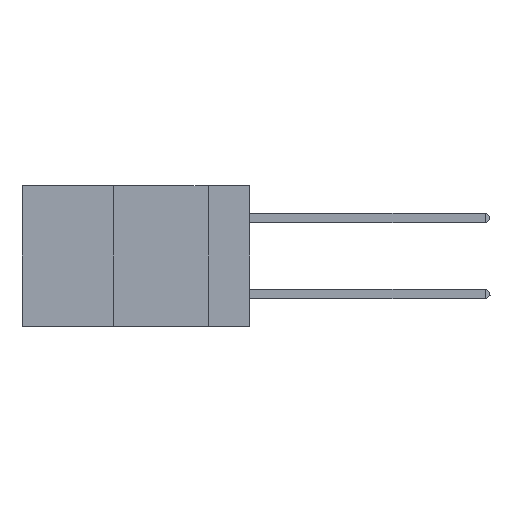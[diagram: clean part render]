
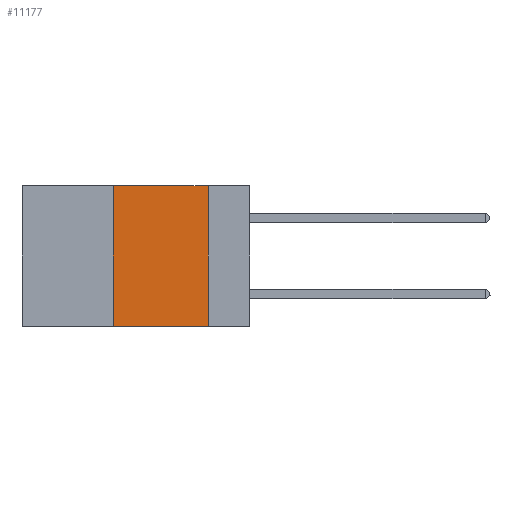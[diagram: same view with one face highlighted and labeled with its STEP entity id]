
A CAD part, left-side view. The second image highlights one B-rep face of the part: STEP entity #11177.
In plain terms, the highlighted planar face has unit normal (-1, 0, 0).
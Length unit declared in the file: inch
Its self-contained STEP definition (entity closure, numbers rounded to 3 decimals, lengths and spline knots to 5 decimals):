
#483 = EDGE_CURVE ( 'NONE', #3267, #8710, #4895, .T. ) ;
#3226 = ORIENTED_EDGE ( 'NONE', *, *, #483, .F. ) ;
#3247 = ORIENTED_EDGE ( 'NONE', *, *, #11187, .F. ) ;
#3267 = VERTEX_POINT ( 'NONE', #9993 ) ;
#3319 = ORIENTED_EDGE ( 'NONE', *, *, #9932, .F. ) ;
#3322 = ORIENTED_EDGE ( 'NONE', *, *, #6383, .T. ) ;
#3757 = CARTESIAN_POINT ( 'NONE',  ( 0., 0.6, -0.37 ) ) ;
#4895 = LINE ( 'NONE', #6975, #10917 ) ;
#5057 = PLANE ( 'NONE',  #11532 ) ;
#5188 = VERTEX_POINT ( 'NONE', #6500 ) ;
#5460 = LINE ( 'NONE', #3757, #5843 ) ;
#5490 = CARTESIAN_POINT ( 'NONE',  ( 0., 0.11, -0.37 ) ) ;
#5843 = VECTOR ( 'NONE', #13227, 39.37008 ) ;
#6266 = LINE ( 'NONE', #7500, #14771 ) ;
#6276 = DIRECTION ( 'NONE',  ( 1., 0., 0. ) ) ;
#6383 = EDGE_CURVE ( 'NONE', #5188, #8710, #5460, .T. ) ;
#6500 = CARTESIAN_POINT ( 'NONE',  ( 0., 0.36, -0.37 ) ) ;
#6975 = CARTESIAN_POINT ( 'NONE',  ( 0., 0.11, 0. ) ) ;
#6995 = DIRECTION ( 'NONE',  ( 0., 0., -1. ) ) ;
#7009 = VERTEX_POINT ( 'NONE', #7318 ) ;
#7318 = CARTESIAN_POINT ( 'NONE',  ( 0., 0.36, 0. ) ) ;
#7500 = CARTESIAN_POINT ( 'NONE',  ( 0., 0.6, 0. ) ) ;
#7634 = VECTOR ( 'NONE', #14604, 39.37008 ) ;
#7735 = CARTESIAN_POINT ( 'NONE',  ( 0., 0.36, 0. ) ) ;
#8710 = VERTEX_POINT ( 'NONE', #5490 ) ;
#9872 = DIRECTION ( 'NONE',  ( 0., -1., 0. ) ) ;
#9932 = EDGE_CURVE ( 'NONE', #5188, #7009, #10818, .T. ) ;
#9993 = CARTESIAN_POINT ( 'NONE',  ( 0., 0.11, 0. ) ) ;
#10818 = LINE ( 'NONE', #7735, #7634 ) ;
#10917 = VECTOR ( 'NONE', #6995, 39.37008 ) ;
#11177 = ADVANCED_FACE ( 'NONE', ( #12515 ), #5057, .F. ) ;
#11187 = EDGE_CURVE ( 'NONE', #7009, #3267, #6266, .T. ) ;
#11532 = AXIS2_PLACEMENT_3D ( 'NONE', #13277, #6276, #14390 ) ;
#12515 = FACE_OUTER_BOUND ( 'NONE', #14193, .T. ) ;
#13227 = DIRECTION ( 'NONE',  ( 0., -1., 0. ) ) ;
#13277 = CARTESIAN_POINT ( 'NONE',  ( 0., 0.6, 0. ) ) ;
#14193 = EDGE_LOOP ( 'NONE', ( #3226, #3247, #3319, #3322 ) ) ;
#14390 = DIRECTION ( 'NONE',  ( 0., 0., -1. ) ) ;
#14604 = DIRECTION ( 'NONE',  ( 0., 0., 1. ) ) ;
#14771 = VECTOR ( 'NONE', #9872, 39.37008 ) ;
